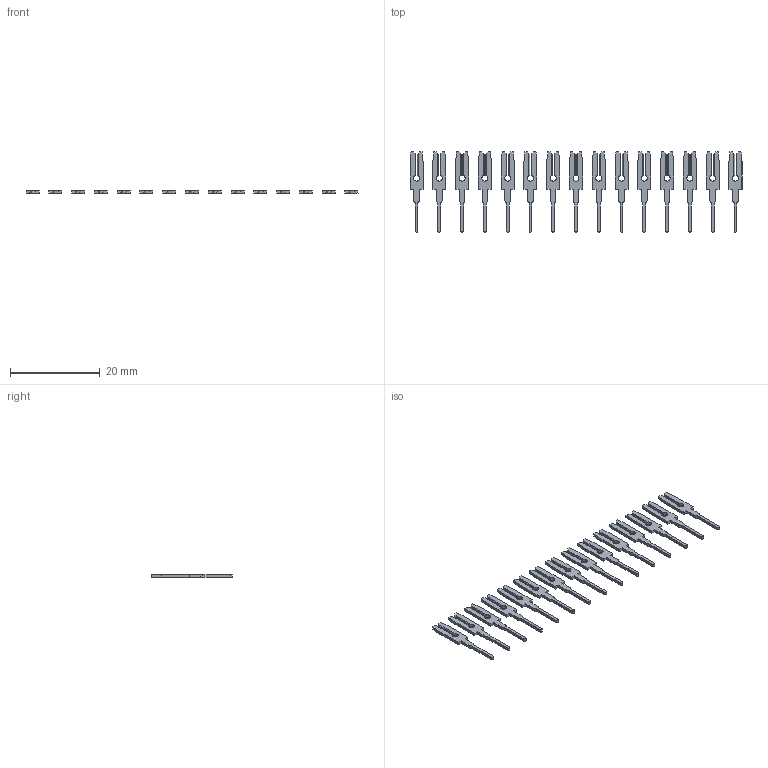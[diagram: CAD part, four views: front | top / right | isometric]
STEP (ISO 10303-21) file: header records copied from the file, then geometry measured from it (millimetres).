
FILE_DESCRIPTION (( 'STEP AP203' ), '1' );
FILE_NAME ('103-015-251-200.STEP', '2020-04-09T20:22:24', ( '' ), ( '' ), 'SwSTEP 2.0', 'SolidWorks 2016', '' );
FILE_SCHEMA (( 'CONFIG_CONTROL_DESIGN' ));
Length unit declared in the file: inch
Products named in the file (2): 103-015-251-200; 100-290-001_100-290-251
Assembly tree (15 placements, depth 2):
  103-015-251-200
    100-290-001_100-290-251  x15
Bounding box: 74.04 x 17.91 x 0.66 mm (x, y, z)
Volume: 274.3 mm3; surface area: 1348 mm2
Topology: 15 solids, 15 shells, 420 faces, 1170 edges, 780 vertices
Faces by surface type: plane 330, cylinder 90
Entity records: 1542 total; most frequent: CARTESIAN_POINT 188, DIRECTION 178, ORIENTED_EDGE 156, EDGE_CURVE 78, VECTOR 62, LINE 62, AXIS2_PLACEMENT_3D 58, VERTEX_POINT 52
